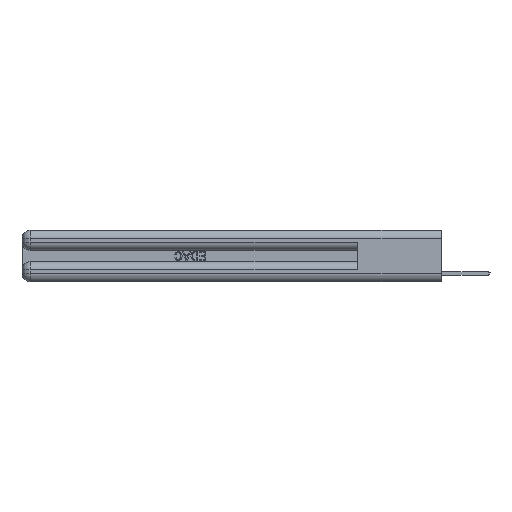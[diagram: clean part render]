
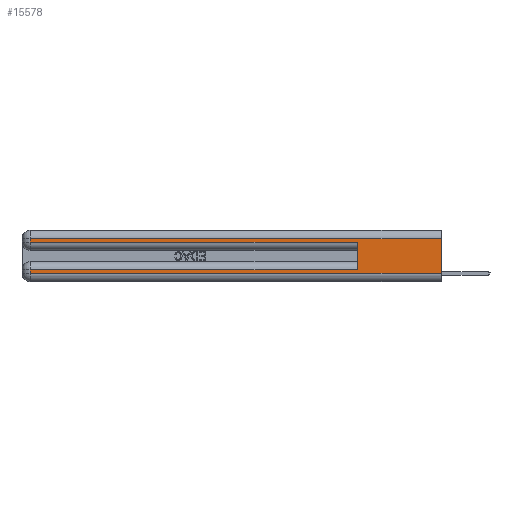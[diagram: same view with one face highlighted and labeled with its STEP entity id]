
A CAD part, left-side view. The second image highlights one B-rep face of the part: STEP entity #15578.
In plain terms, the highlighted planar face has unit normal (-1, 0, 0).
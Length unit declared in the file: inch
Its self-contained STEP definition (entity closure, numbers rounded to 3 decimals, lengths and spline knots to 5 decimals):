
#39 = ORIENTED_EDGE ( 'NONE', *, *, #10129, .F. ) ;
#274 = CARTESIAN_POINT ( 'NONE',  ( 0., 0., 0.06 ) ) ;
#478 = ORIENTED_EDGE ( 'NONE', *, *, #7926, .T. ) ;
#695 = EDGE_CURVE ( 'NONE', #7862, #19622, #30276, .T. ) ;
#980 = DIRECTION ( 'NONE',  ( 0., 0., 1. ) ) ;
#1023 = LINE ( 'NONE', #6127, #21258 ) ;
#1028 = DIRECTION ( 'NONE',  ( 0., -1., 0. ) ) ;
#2220 = VECTOR ( 'NONE', #25024, 39.37008 ) ;
#2379 = DIRECTION ( 'NONE',  ( 0., 0., -1. ) ) ;
#2769 = CARTESIAN_POINT ( 'NONE',  ( 0., 2.94, 0.06 ) ) ;
#2865 = VECTOR ( 'NONE', #980, 39.37008 ) ;
#3639 = DIRECTION ( 'NONE',  ( 0., 0., -1. ) ) ;
#4041 = FACE_OUTER_BOUND ( 'NONE', #16971, .T. ) ;
#4073 = EDGE_CURVE ( 'NONE', #27973, #24903, #11184, .T. ) ;
#4363 = CARTESIAN_POINT ( 'NONE',  ( 0., 0., 0.31 ) ) ;
#4424 = VECTOR ( 'NONE', #2379, 39.37008 ) ;
#4616 = LINE ( 'NONE', #19388, #14519 ) ;
#4858 = CARTESIAN_POINT ( 'NONE',  ( 0., 2.94, 0.085 ) ) ;
#4977 = VERTEX_POINT ( 'NONE', #4363 ) ;
#5631 = ORIENTED_EDGE ( 'NONE', *, *, #19905, .T. ) ;
#6127 = CARTESIAN_POINT ( 'NONE',  ( 0., 0., 0.285 ) ) ;
#6205 = DIRECTION ( 'NONE',  ( 1., 0., 0. ) ) ;
#6312 = ORIENTED_EDGE ( 'NONE', *, *, #18983, .T. ) ;
#6566 = CARTESIAN_POINT ( 'NONE',  ( 0., 0., 0.37 ) ) ;
#7394 = VERTEX_POINT ( 'NONE', #2769 ) ;
#7495 = CARTESIAN_POINT ( 'NONE',  ( 0., 2.94, 0.285 ) ) ;
#7612 = CARTESIAN_POINT ( 'NONE',  ( 0., 2.94, 0.37 ) ) ;
#7625 = LINE ( 'NONE', #6566, #2220 ) ;
#7862 = VERTEX_POINT ( 'NONE', #7948 ) ;
#7926 = EDGE_CURVE ( 'NONE', #24903, #7394, #29626, .T. ) ;
#7948 = CARTESIAN_POINT ( 'NONE',  ( 0., 2.94, 0.31 ) ) ;
#9472 = DIRECTION ( 'NONE',  ( 0., 1., 0. ) ) ;
#10007 = DIRECTION ( 'NONE',  ( 0., -1., 0. ) ) ;
#10129 = EDGE_CURVE ( 'NONE', #4977, #14522, #7625, .T. ) ;
#11105 = CARTESIAN_POINT ( 'NONE',  ( 0., 0., 0.085 ) ) ;
#11184 = LINE ( 'NONE', #11105, #28582 ) ;
#11555 = VECTOR ( 'NONE', #10007, 39.37008 ) ;
#12970 = CARTESIAN_POINT ( 'NONE',  ( 0., 0.6, 0.285 ) ) ;
#14519 = VECTOR ( 'NONE', #9472, 39.37008 ) ;
#14522 = VERTEX_POINT ( 'NONE', #274 ) ;
#15578 = ADVANCED_FACE ( 'NONE', ( #4041 ), #26966, .F. ) ;
#16554 = ORIENTED_EDGE ( 'NONE', *, *, #16723, .T. ) ;
#16723 = EDGE_CURVE ( 'NONE', #19622, #19304, #1023, .T. ) ;
#16971 = EDGE_LOOP ( 'NONE', ( #39, #6312, #30866, #16554, #18106, #22823, #478, #5631 ) ) ;
#18106 = ORIENTED_EDGE ( 'NONE', *, *, #32991, .F. ) ;
#18983 = EDGE_CURVE ( 'NONE', #4977, #7862, #4616, .T. ) ;
#19304 = VERTEX_POINT ( 'NONE', #12970 ) ;
#19388 = CARTESIAN_POINT ( 'NONE',  ( 0., 0., 0.31 ) ) ;
#19553 = DIRECTION ( 'NONE',  ( 0., 0., -1. ) ) ;
#19622 = VERTEX_POINT ( 'NONE', #7495 ) ;
#19905 = EDGE_CURVE ( 'NONE', #7394, #14522, #25185, .T. ) ;
#20941 = AXIS2_PLACEMENT_3D ( 'NONE', #24879, #6205, #3639 ) ;
#21258 = VECTOR ( 'NONE', #1028, 39.37008 ) ;
#21730 = DIRECTION ( 'NONE',  ( 0., 1., 0. ) ) ;
#22823 = ORIENTED_EDGE ( 'NONE', *, *, #4073, .T. ) ;
#23271 = VECTOR ( 'NONE', #19553, 39.37008 ) ;
#24879 = CARTESIAN_POINT ( 'NONE',  ( 0., 0., 0.37 ) ) ;
#24903 = VERTEX_POINT ( 'NONE', #4858 ) ;
#25024 = DIRECTION ( 'NONE',  ( 0., 0., -1. ) ) ;
#25185 = LINE ( 'NONE', #33525, #11555 ) ;
#26966 = PLANE ( 'NONE',  #20941 ) ;
#27658 = CARTESIAN_POINT ( 'NONE',  ( 0., 0.6, 0.145 ) ) ;
#27973 = VERTEX_POINT ( 'NONE', #31686 ) ;
#28582 = VECTOR ( 'NONE', #21730, 39.37008 ) ;
#28884 = LINE ( 'NONE', #27658, #2865 ) ;
#29626 = LINE ( 'NONE', #7612, #4424 ) ;
#29864 = CARTESIAN_POINT ( 'NONE',  ( 0., 2.94, 0.37 ) ) ;
#30276 = LINE ( 'NONE', #29864, #23271 ) ;
#30866 = ORIENTED_EDGE ( 'NONE', *, *, #695, .T. ) ;
#31686 = CARTESIAN_POINT ( 'NONE',  ( 0., 0.6, 0.085 ) ) ;
#32991 = EDGE_CURVE ( 'NONE', #27973, #19304, #28884, .T. ) ;
#33525 = CARTESIAN_POINT ( 'NONE',  ( 0., 0., 0.06 ) ) ;
